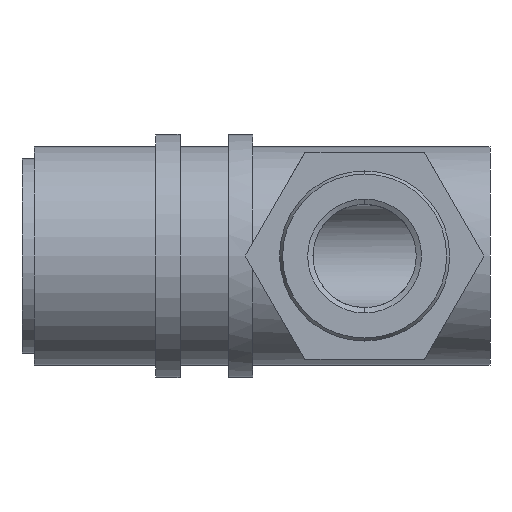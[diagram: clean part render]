
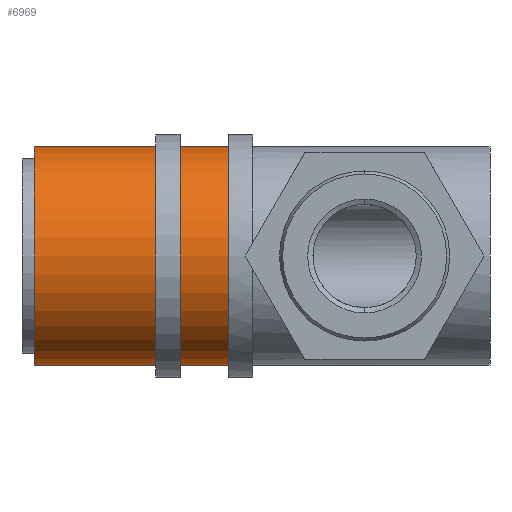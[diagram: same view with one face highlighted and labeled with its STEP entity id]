
A CAD part, front view. The second image highlights one B-rep face of the part: STEP entity #6969.
In plain terms, the highlighted cylindrical face has radius 9 mm (diameter 18 mm), a partial arc.
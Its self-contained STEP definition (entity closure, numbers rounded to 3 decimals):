
#31 = CIRCLE ( 'NONE', #6161, 9. ) ;
#61 = DIRECTION ( 'NONE',  ( 0., 0., -1. ) ) ;
#162 = AXIS2_PLACEMENT_3D ( 'NONE', #7993, #1845, #2010 ) ;
#266 = CARTESIAN_POINT ( 'NONE',  ( 0., 0., 9. ) ) ;
#332 = CARTESIAN_POINT ( 'NONE',  ( 1., 0., -9. ) ) ;
#360 = ORIENTED_EDGE ( 'NONE', *, *, #5214, .T. ) ;
#926 = LINE ( 'NONE', #266, #4889 ) ;
#1291 = DIRECTION ( 'NONE',  ( 0., 0., 1. ) ) ;
#1412 = VECTOR ( 'NONE', #7057, 1000. ) ;
#1731 = EDGE_LOOP ( 'NONE', ( #2216, #4443, #360, #1740 ) ) ;
#1740 = ORIENTED_EDGE ( 'NONE', *, *, #4852, .F. ) ;
#1783 = VERTEX_POINT ( 'NONE', #8290 ) ;
#1845 = DIRECTION ( 'NONE',  ( -1., 0., 0. ) ) ;
#1879 = CARTESIAN_POINT ( 'NONE',  ( 17., 0., -9. ) ) ;
#2010 = DIRECTION ( 'NONE',  ( 0., 0., 1. ) ) ;
#2014 = CARTESIAN_POINT ( 'NONE',  ( 17., 0., 9. ) ) ;
#2216 = ORIENTED_EDGE ( 'NONE', *, *, #5762, .F. ) ;
#2680 = CARTESIAN_POINT ( 'NONE',  ( 1., 0., 0. ) ) ;
#3031 = CARTESIAN_POINT ( 'NONE',  ( 0., 0., -9. ) ) ;
#3502 = DIRECTION ( 'NONE',  ( 1., 0., 0. ) ) ;
#3950 = DIRECTION ( 'NONE',  ( -1., 0., 0. ) ) ;
#4163 = DIRECTION ( 'NONE',  ( -1., 0., 0. ) ) ;
#4201 = AXIS2_PLACEMENT_3D ( 'NONE', #2680, #3950, #1291 ) ;
#4443 = ORIENTED_EDGE ( 'NONE', *, *, #8265, .F. ) ;
#4526 = VERTEX_POINT ( 'NONE', #1879 ) ;
#4549 = FACE_OUTER_BOUND ( 'NONE', #1731, .T. ) ;
#4852 = EDGE_CURVE ( 'NONE', #7969, #1783, #8376, .T. ) ;
#4889 = VECTOR ( 'NONE', #4163, 1000. ) ;
#5214 = EDGE_CURVE ( 'NONE', #6017, #1783, #926, .T. ) ;
#5762 = EDGE_CURVE ( 'NONE', #4526, #7969, #7620, .T. ) ;
#6017 = VERTEX_POINT ( 'NONE', #2014 ) ;
#6161 = AXIS2_PLACEMENT_3D ( 'NONE', #8443, #3502, #61 ) ;
#6969 = ADVANCED_FACE ( 'NONE', ( #4549 ), #7211, .T. ) ;
#7057 = DIRECTION ( 'NONE',  ( -1., 0., 0. ) ) ;
#7211 = CYLINDRICAL_SURFACE ( 'NONE', #162, 9. ) ;
#7620 = LINE ( 'NONE', #3031, #1412 ) ;
#7969 = VERTEX_POINT ( 'NONE', #332 ) ;
#7993 = CARTESIAN_POINT ( 'NONE',  ( 0., 0., 0. ) ) ;
#8265 = EDGE_CURVE ( 'NONE', #6017, #4526, #31, .T. ) ;
#8290 = CARTESIAN_POINT ( 'NONE',  ( 1., 0., 9. ) ) ;
#8376 = CIRCLE ( 'NONE', #4201, 9. ) ;
#8443 = CARTESIAN_POINT ( 'NONE',  ( 17., 0., 0. ) ) ;
